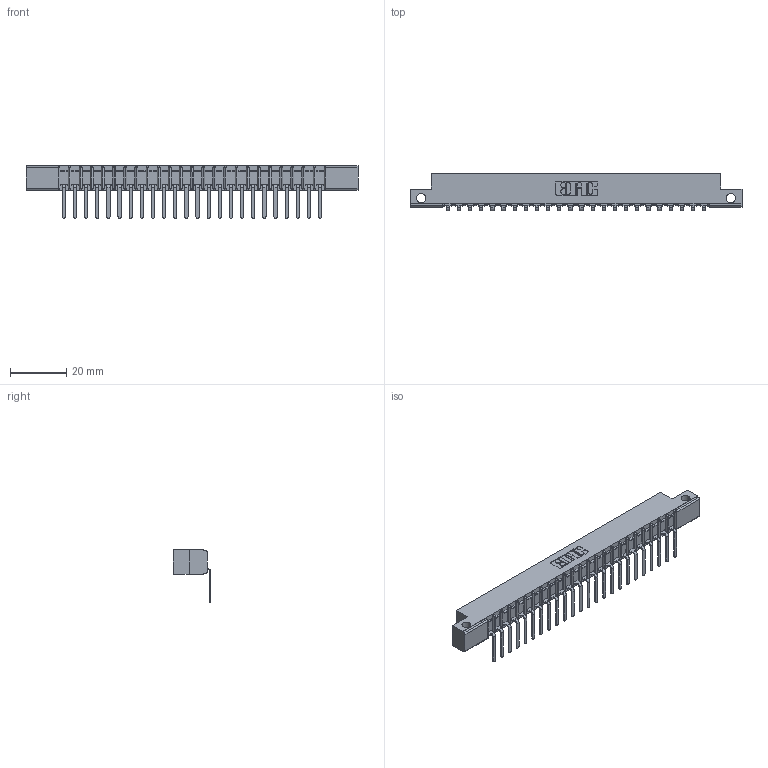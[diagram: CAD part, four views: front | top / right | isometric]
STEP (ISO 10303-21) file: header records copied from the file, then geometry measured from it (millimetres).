
FILE_DESCRIPTION (( 'STEP AP203' ), '1' );
FILE_NAME ('357-024-457-112.STEP', '2020-10-01T14:11:34', ( '' ), ( '' ), 'SwSTEP 2.0', 'SolidWorks 2020', '' );
FILE_SCHEMA (( 'CONFIG_CONTROL_DESIGN' ));
Length unit declared in the file: inch
Products named in the file (3): 307-290-002_557; 307 Part_.128 Dia Side Mounting Holes; 357-024-457-112
Assembly tree (25 placements, depth 2):
  357-024-457-112
    307 Part_.128 Dia Side Mounting Holes
    307-290-002_557  x24
Bounding box: 118.11 x 13.32 x 18.67 mm (x, y, z)
Volume: 7787.3 mm3; surface area: 14533.2 mm2
Topology: 25 solids, 25 shells, 2015 faces, 6179 edges, 4050 vertices
Faces by surface type: plane 1198, cylinder 767, sphere 50
Entity records: 23650 total; most frequent: CARTESIAN_POINT 3988, ORIENTED_EDGE 3978, DIRECTION 3883, EDGE_CURVE 1989, LINE 1513, VECTOR 1513, VERTEX_POINT 1290, AXIS2_PLACEMENT_3D 1185
